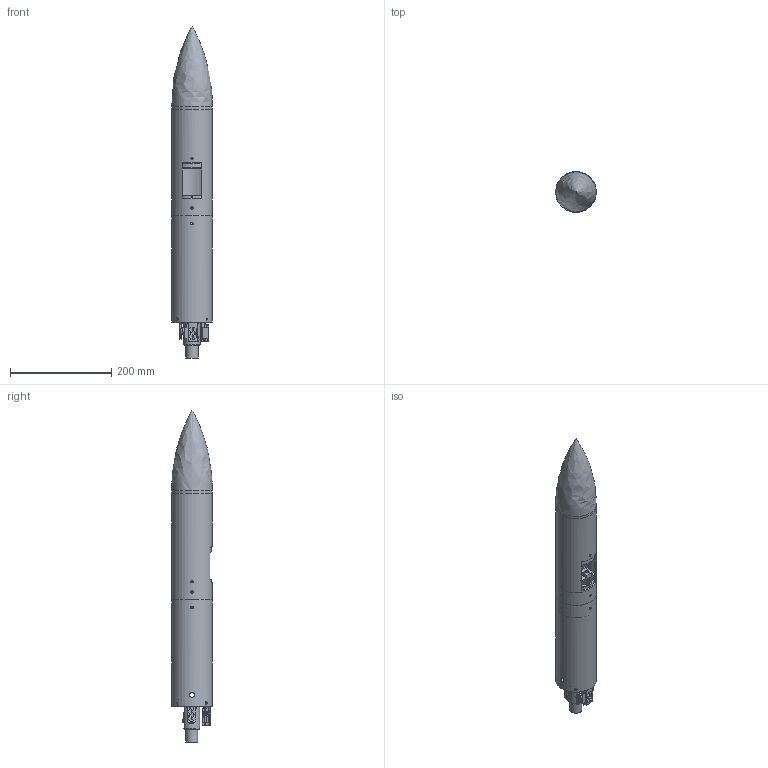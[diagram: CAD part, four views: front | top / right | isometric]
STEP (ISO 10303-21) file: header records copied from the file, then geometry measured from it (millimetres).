
FILE_DESCRIPTION(/* description */ (''),/* implementation_level */ '2;1');
FILE_NAME(/* name */ 'TVC Rocket rev2.step',/* time_stamp */ '2023-11-15T20:40:47-07:00',/* author */ (''),/* organization */ (''),/* preprocessor_version */ 'ST-DEVELOPER v20',/* originating_system */ 'Autodesk Translation Framework v12.14.0.127',/* authorisation */ '');
FILE_SCHEMA (('AUTOMOTIVE_DESIGN { 1 0 10303 214 3 1 1 }'));
Length unit declared in the file: millimetre
Products named in the file (19): TVC Flight 3; TVc Gimbal v2; servo v1; servo; splined-drive; horn; servo v1 (1); servo (1); splined-drive (1); horn (1); Lower Body; Coupling; NACE Mount Bottom (1); NACE Mount Top (1); Component22; Upper Body (1); NoseConeNew v1; Estes D12; PyroSeal
Assembly tree (18 placements, depth 4):
  TVC Flight 3
    TVc Gimbal v2
      servo v1
        servo
        splined-drive
        horn
      servo v1 (1)
        servo (1)
        splined-drive (1)
        horn (1)
    Lower Body
    Coupling
    NACE Mount Bottom (1)
    NACE Mount Top (1)
      Component22
    Upper Body (1)
    NoseConeNew v1
    Estes D12
    PyroSeal
Bounding box: 80 x 80 x 655.9 mm (x, y, z)
Volume: 980940.1 mm3; surface area: 367844.9 mm2
Topology: 21 solids, 21 shells, 1347 faces, 3701 edges, 2435 vertices
Faces by surface type: plane 844, bspline 305, cylinder 175, cone 22, torus 1
Full cylindrical faces by diameter (mm): 1.9 x1, 1.95 x2, 2 x9, 2.2 x1, 2.62 x2, 3 x3, 4 x31, 4.3 x4, 4.92 x8, 5 x8, 7 x2, 7.2 x4, 8 x2, 9.2 x2, 9.4 x4, 10 x2, 10.5 x4, 24 x1, 25 x1, 26 x1, 32 x1, 74 x4, 75.5 x2, 76 x4, 76.5 x3, 78 x1, 80 x3
Entity records: 50300 total; most frequent: CARTESIAN_POINT 17277, ORIENTED_EDGE 7400, DIRECTION 5491, EDGE_CURVE 3700, VERTEX_POINT 2435, LINE 2319, VECTOR 2319, EDGE_LOOP 1591
